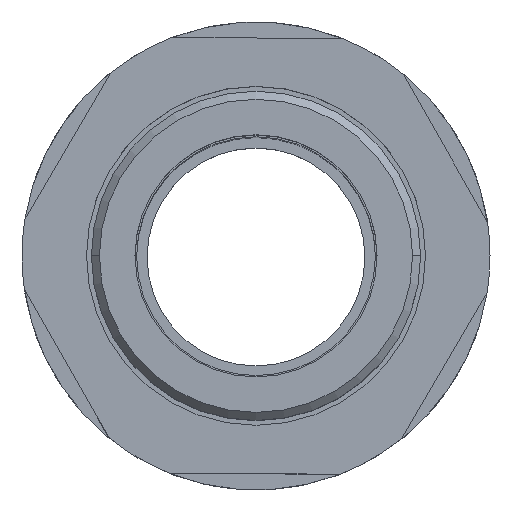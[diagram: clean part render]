
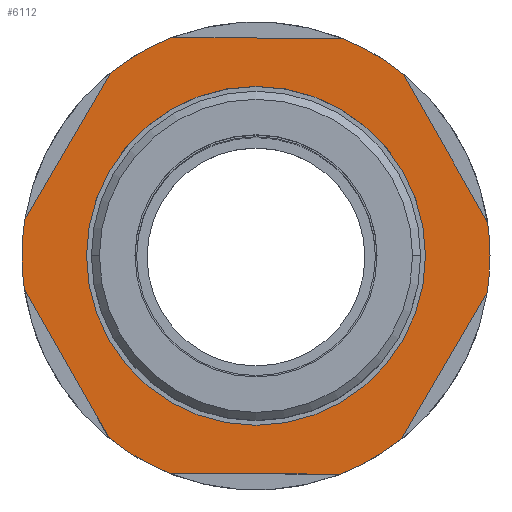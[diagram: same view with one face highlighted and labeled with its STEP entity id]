
A CAD part, top view. The second image highlights one B-rep face of the part: STEP entity #6112.
In plain terms, the highlighted planar face has unit normal (0, 0, 1).
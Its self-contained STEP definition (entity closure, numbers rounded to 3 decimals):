
#25 = VERTEX_POINT ( 'NONE', #7824 ) ;
#31 = DIRECTION ( 'NONE',  ( 0., 0., 1. ) ) ;
#39 = DIRECTION ( 'NONE',  ( 1., -0.005, 0. ) ) ;
#86 = DIRECTION ( 'NONE',  ( -0.505, -0.863, 0. ) ) ;
#144 = LINE ( 'NONE', #481, #1964 ) ;
#413 = CARTESIAN_POINT ( 'NONE',  ( -9.108, -11.283, 42.55 ) ) ;
#435 = VERTEX_POINT ( 'NONE', #1100 ) ;
#479 = ORIENTED_EDGE ( 'NONE', *, *, #2923, .T. ) ;
#481 = CARTESIAN_POINT ( 'NONE',  ( -7.868, -13.457, 42.55 ) ) ;
#485 = EDGE_CURVE ( 'NONE', #6394, #3036, #4973, .T. ) ;
#629 = CARTESIAN_POINT ( 'NONE',  ( 0., 0., 42.55 ) ) ;
#641 = CARTESIAN_POINT ( 'NONE',  ( 14.5, 0., 42.55 ) ) ;
#665 = LINE ( 'NONE', #1057, #7687 ) ;
#707 = EDGE_CURVE ( 'NONE', #6099, #5746, #7389, .T. ) ;
#810 = CARTESIAN_POINT ( 'NONE',  ( 0., 0., 42.55 ) ) ;
#930 = CARTESIAN_POINT ( 'NONE',  ( 5.217, -13.529, 42.55 ) ) ;
#1057 = CARTESIAN_POINT ( 'NONE',  ( 15.588, -0.085, 42.55 ) ) ;
#1100 = CARTESIAN_POINT ( 'NONE',  ( -14.5, 0., 42.55 ) ) ;
#1195 = CARTESIAN_POINT ( 'NONE',  ( 0., 0., 42.55 ) ) ;
#1235 = AXIS2_PLACEMENT_3D ( 'NONE', #1195, #5934, #1860 ) ;
#1364 = CARTESIAN_POINT ( 'NONE',  ( -5.365, -13.471, 42.55 ) ) ;
#1367 = VERTEX_POINT ( 'NONE', #4737 ) ;
#1468 = ORIENTED_EDGE ( 'NONE', *, *, #7136, .T. ) ;
#1521 = DIRECTION ( 'NONE',  ( 1., 0., 0. ) ) ;
#1676 = DIRECTION ( 'NONE',  ( 0., 0., 1. ) ) ;
#1691 = CARTESIAN_POINT ( 'NONE',  ( 0., 0., 42.55 ) ) ;
#1708 = EDGE_CURVE ( 'NONE', #1367, #25, #665, .T. ) ;
#1749 = VERTEX_POINT ( 'NONE', #2871 ) ;
#1860 = DIRECTION ( 'NONE',  ( 1., 0., 0. ) ) ;
#1951 = VECTOR ( 'NONE', #86, 1000. ) ;
#1964 = VECTOR ( 'NONE', #39, 1000. ) ;
#1967 = EDGE_CURVE ( 'NONE', #5223, #2934, #144, .T. ) ;
#2064 = CARTESIAN_POINT ( 'NONE',  ( 0., 0., 42.55 ) ) ;
#2178 = DIRECTION ( 'NONE',  ( 0.495, -0.869, 0. ) ) ;
#2184 = DIRECTION ( 'NONE',  ( 0.505, 0.863, 0. ) ) ;
#2237 = CARTESIAN_POINT ( 'NONE',  ( -15.588, 0.085, 42.55 ) ) ;
#2358 = DIRECTION ( 'NONE',  ( 1., 0., 0. ) ) ;
#2418 = EDGE_CURVE ( 'NONE', #4480, #3744, #5773, .T. ) ;
#2438 = CARTESIAN_POINT ( 'NONE',  ( -14.349, -2.089, 42.55 ) ) ;
#2471 = DIRECTION ( 'NONE',  ( -0.495, 0.869, 0. ) ) ;
#2580 = CARTESIAN_POINT ( 'NONE',  ( 0., 0., 42.55 ) ) ;
#2656 = CARTESIAN_POINT ( 'NONE',  ( 0., 0., 42.55 ) ) ;
#2670 = AXIS2_PLACEMENT_3D ( 'NONE', #810, #5584, #1521 ) ;
#2724 = DIRECTION ( 'NONE',  ( 1., 0., 0. ) ) ;
#2735 = CARTESIAN_POINT ( 'NONE',  ( -10.5, 0., 42.55 ) ) ;
#2827 = EDGE_CURVE ( 'NONE', #1749, #4709, #5360, .T. ) ;
#2870 = EDGE_CURVE ( 'NONE', #3687, #1749, #3102, .T. ) ;
#2871 = CARTESIAN_POINT ( 'NONE',  ( 14.325, -2.246, 42.55 ) ) ;
#2923 = EDGE_CURVE ( 'NONE', #4709, #1367, #4097, .T. ) ;
#2934 = VERTEX_POINT ( 'NONE', #930 ) ;
#2945 = VECTOR ( 'NONE', #6714, 1000. ) ;
#2958 = CARTESIAN_POINT ( 'NONE',  ( 10.5, 0., 42.55 ) ) ;
#3036 = VERTEX_POINT ( 'NONE', #413 ) ;
#3038 = AXIS2_PLACEMENT_3D ( 'NONE', #2656, #7426, #3361 ) ;
#3054 = CARTESIAN_POINT ( 'NONE',  ( 0., 0., 42.55 ) ) ;
#3102 = LINE ( 'NONE', #3554, #4943 ) ;
#3151 = ORIENTED_EDGE ( 'NONE', *, *, #6265, .T. ) ;
#3244 = EDGE_LOOP ( 'NONE', ( #7720, #3623, #3946, #3151, #6607, #8093, #5593, #6202, #6969, #4239, #1468, #6185, #7805, #479 ) ) ;
#3291 = DIRECTION ( 'NONE',  ( 1., 0., 0. ) ) ;
#3327 = CARTESIAN_POINT ( 'NONE',  ( 7.868, 13.457, 42.55 ) ) ;
#3361 = DIRECTION ( 'NONE',  ( 1., 0., 0. ) ) ;
#3439 = PLANE ( 'NONE',  #7483 ) ;
#3554 = CARTESIAN_POINT ( 'NONE',  ( 7.72, -13.543, 42.55 ) ) ;
#3623 = ORIENTED_EDGE ( 'NONE', *, *, #5982, .T. ) ;
#3667 = CARTESIAN_POINT ( 'NONE',  ( 0., 0., 42.55 ) ) ;
#3687 = VERTEX_POINT ( 'NONE', #3891 ) ;
#3726 = EDGE_LOOP ( 'NONE', ( #4225, #6434 ) ) ;
#3744 = VERTEX_POINT ( 'NONE', #5959 ) ;
#3748 = DIRECTION ( 'NONE',  ( 1., 0., 0. ) ) ;
#3775 = CARTESIAN_POINT ( 'NONE',  ( 5.365, 13.471, 42.55 ) ) ;
#3891 = CARTESIAN_POINT ( 'NONE',  ( 8.983, -11.382, 42.55 ) ) ;
#3946 = ORIENTED_EDGE ( 'NONE', *, *, #7685, .T. ) ;
#4097 = CIRCLE ( 'NONE', #6326, 14.5 ) ;
#4119 = VERTEX_POINT ( 'NONE', #8715 ) ;
#4225 = ORIENTED_EDGE ( 'NONE', *, *, #7366, .F. ) ;
#4239 = ORIENTED_EDGE ( 'NONE', *, *, #1967, .T. ) ;
#4337 = CARTESIAN_POINT ( 'NONE',  ( -8.983, 11.382, 42.55 ) ) ;
#4377 = DIRECTION ( 'NONE',  ( 1., 0., 0. ) ) ;
#4480 = VERTEX_POINT ( 'NONE', #4337 ) ;
#4560 = CIRCLE ( 'NONE', #6083, 14.5 ) ;
#4709 = VERTEX_POINT ( 'NONE', #641 ) ;
#4737 = CARTESIAN_POINT ( 'NONE',  ( 14.349, 2.089, 42.55 ) ) ;
#4822 = DIRECTION ( 'NONE',  ( 1., 0., 0. ) ) ;
#4943 = VECTOR ( 'NONE', #2184, 1000. ) ;
#4953 = CIRCLE ( 'NONE', #7719, 14.5 ) ;
#4971 = CIRCLE ( 'NONE', #1235, 14.5 ) ;
#4973 = LINE ( 'NONE', #2237, #6544 ) ;
#4981 = FACE_OUTER_BOUND ( 'NONE', #3244, .T. ) ;
#5217 = EDGE_CURVE ( 'NONE', #435, #6394, #4560, .T. ) ;
#5223 = VERTEX_POINT ( 'NONE', #1364 ) ;
#5360 = CIRCLE ( 'NONE', #2670, 14.5 ) ;
#5579 = AXIS2_PLACEMENT_3D ( 'NONE', #2580, #7348, #3291 ) ;
#5584 = DIRECTION ( 'NONE',  ( 0., 0., 1. ) ) ;
#5593 = ORIENTED_EDGE ( 'NONE', *, *, #5217, .T. ) ;
#5737 = AXIS2_PLACEMENT_3D ( 'NONE', #3054, #7800, #3748 ) ;
#5746 = VERTEX_POINT ( 'NONE', #2958 ) ;
#5748 = CARTESIAN_POINT ( 'NONE',  ( 0., 0., 42.55 ) ) ;
#5773 = LINE ( 'NONE', #8231, #1951 ) ;
#5934 = DIRECTION ( 'NONE',  ( 0., 0., 1. ) ) ;
#5959 = CARTESIAN_POINT ( 'NONE',  ( -14.325, 2.246, 42.55 ) ) ;
#5982 = EDGE_CURVE ( 'NONE', #25, #6318, #7296, .T. ) ;
#6083 = AXIS2_PLACEMENT_3D ( 'NONE', #2064, #6815, #2724 ) ;
#6099 = VERTEX_POINT ( 'NONE', #2735 ) ;
#6112 = ADVANCED_FACE ( 'NONE', ( #8363, #4981 ), #3439, .T. ) ;
#6185 = ORIENTED_EDGE ( 'NONE', *, *, #2870, .T. ) ;
#6202 = ORIENTED_EDGE ( 'NONE', *, *, #485, .T. ) ;
#6265 = EDGE_CURVE ( 'NONE', #4119, #4480, #7398, .T. ) ;
#6318 = VERTEX_POINT ( 'NONE', #3775 ) ;
#6326 = AXIS2_PLACEMENT_3D ( 'NONE', #3667, #8411, #4377 ) ;
#6335 = CIRCLE ( 'NONE', #3038, 14.5 ) ;
#6394 = VERTEX_POINT ( 'NONE', #2438 ) ;
#6400 = EDGE_CURVE ( 'NONE', #3036, #5223, #4971, .T. ) ;
#6421 = DIRECTION ( 'NONE',  ( 1., 0., 0. ) ) ;
#6434 = ORIENTED_EDGE ( 'NONE', *, *, #707, .F. ) ;
#6447 = DIRECTION ( 'NONE',  ( 0., 0., 1. ) ) ;
#6514 = EDGE_CURVE ( 'NONE', #3744, #435, #6335, .T. ) ;
#6544 = VECTOR ( 'NONE', #2178, 1000. ) ;
#6607 = ORIENTED_EDGE ( 'NONE', *, *, #2418, .T. ) ;
#6714 = DIRECTION ( 'NONE',  ( -1., 0.005, 0. ) ) ;
#6815 = DIRECTION ( 'NONE',  ( 0., 0., 1. ) ) ;
#6878 = AXIS2_PLACEMENT_3D ( 'NONE', #1691, #6447, #2358 ) ;
#6915 = DIRECTION ( 'NONE',  ( 0., 0., 1. ) ) ;
#6969 = ORIENTED_EDGE ( 'NONE', *, *, #6400, .T. ) ;
#7106 = DIRECTION ( 'NONE',  ( 1., 0., 0. ) ) ;
#7136 = EDGE_CURVE ( 'NONE', #2934, #3687, #4953, .T. ) ;
#7296 = CIRCLE ( 'NONE', #5579, 14.5 ) ;
#7310 = CIRCLE ( 'NONE', #5737, 10.5 ) ;
#7348 = DIRECTION ( 'NONE',  ( 0., 0., 1. ) ) ;
#7366 = EDGE_CURVE ( 'NONE', #5746, #6099, #7310, .T. ) ;
#7389 = CIRCLE ( 'NONE', #7557, 10.5 ) ;
#7398 = CIRCLE ( 'NONE', #6878, 14.5 ) ;
#7426 = DIRECTION ( 'NONE',  ( 0., 0., 1. ) ) ;
#7483 = AXIS2_PLACEMENT_3D ( 'NONE', #7502, #31, #4822 ) ;
#7502 = CARTESIAN_POINT ( 'NONE',  ( 0., 0., 42.55 ) ) ;
#7557 = AXIS2_PLACEMENT_3D ( 'NONE', #629, #6915, #7106 ) ;
#7685 = EDGE_CURVE ( 'NONE', #6318, #4119, #8153, .T. ) ;
#7687 = VECTOR ( 'NONE', #2471, 1000. ) ;
#7719 = AXIS2_PLACEMENT_3D ( 'NONE', #5748, #1676, #6421 ) ;
#7720 = ORIENTED_EDGE ( 'NONE', *, *, #1708, .T. ) ;
#7800 = DIRECTION ( 'NONE',  ( 0., 0., 1. ) ) ;
#7805 = ORIENTED_EDGE ( 'NONE', *, *, #2827, .T. ) ;
#7824 = CARTESIAN_POINT ( 'NONE',  ( 9.108, 11.283, 42.55 ) ) ;
#8093 = ORIENTED_EDGE ( 'NONE', *, *, #6514, .T. ) ;
#8153 = LINE ( 'NONE', #3327, #2945 ) ;
#8231 = CARTESIAN_POINT ( 'NONE',  ( -7.72, 13.543, 42.55 ) ) ;
#8363 = FACE_BOUND ( 'NONE', #3726, .T. ) ;
#8411 = DIRECTION ( 'NONE',  ( 0., 0., 1. ) ) ;
#8715 = CARTESIAN_POINT ( 'NONE',  ( -5.217, 13.529, 42.55 ) ) ;
